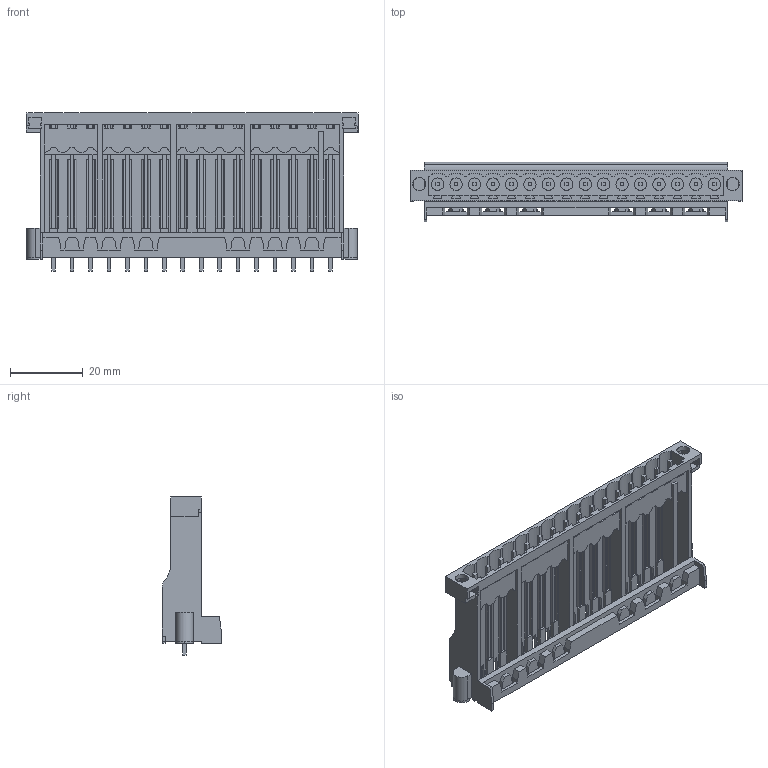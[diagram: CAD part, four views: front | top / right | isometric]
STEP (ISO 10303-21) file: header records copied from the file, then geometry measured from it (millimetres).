
FILE_DESCRIPTION(('CATIA V5 STEP Exchange','CAx-IF Rec.Pracs.--- Model Styling and Organization---1.2---2011-12-15'),'2;1');
FILE_NAME ('D1449713_0_1190600000_1190600000.stp','2018-03-29T11:26:04+00:00',('none'),('Weidmueller'),'CATIA Version 5-6 Release 2014','CATIA V5 STEP AP214','none');
FILE_SCHEMA(('AUTOMOTIVE_DESIGN { 1 0 10303 214 1 1 1 1 }'));
Length unit declared in the file: millimetre
Products named in the file (1): 1190600000
Bounding box: 91.44 x 16.46 x 43.52 mm (x, y, z)
Volume: 11921.1 mm3; surface area: 26832 mm2
Topology: 17 solids, 17 shells, 1424 faces, 4345 edges, 2886 vertices
Faces by surface type: plane 1272, cylinder 152
Entity records: 46227 total; most frequent: ORIENTED_EDGE 8690, CARTESIAN_POINT 8303, DIRECTION 5922, EDGE_CURVE 4345, VECTOR 3959, LINE 3959, VERTEX_POINT 2886, EDGE_LOOP 1489
